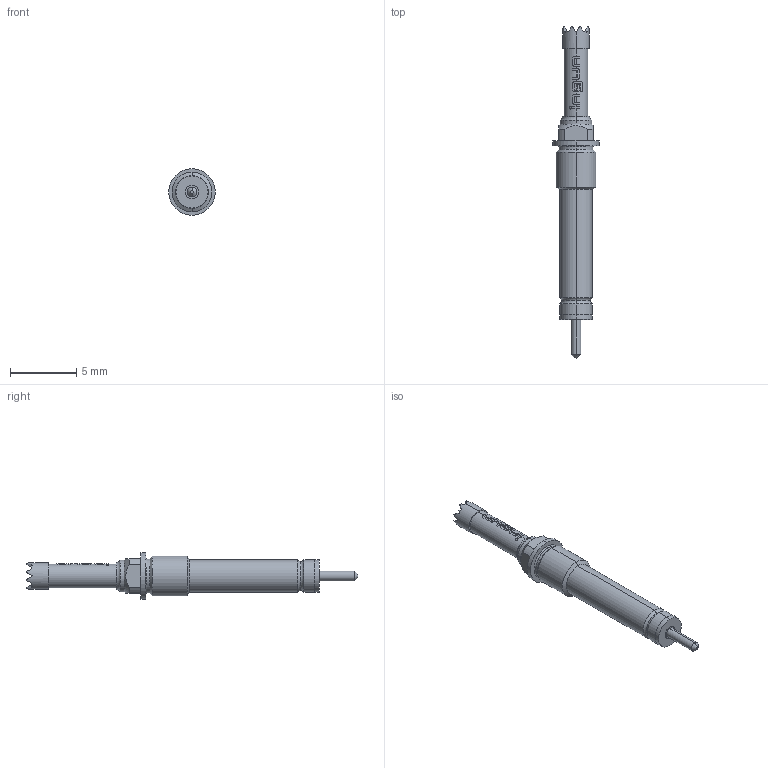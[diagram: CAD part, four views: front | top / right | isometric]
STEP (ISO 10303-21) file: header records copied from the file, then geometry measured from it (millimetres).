
FILE_DESCRIPTION (( 'STEP AP203' ), '1' );
FILE_NAME ('INGUN_SKS-115_306_200_A_xx02_MO.STEP', '2024-01-25T05:41:07', ( '' ), ( '' ), 'SwSTEP 2.0', 'SolidWorks 2021', '' );
FILE_SCHEMA (( 'CONFIG_CONTROL_DESIGN' ));
Length unit declared in the file: millimetre
Products named in the file (1): INGUN_SKS-115_306_200_A_xx02_MO
Bounding box: 3.5 x 25 x 3.5 mm (x, y, z)
Volume: 100.4 mm3; surface area: 193.4 mm2
Topology: 1 solids, 1 shells, 182 faces, 435 edges, 263 vertices
Faces by surface type: plane 108, cylinder 34, bspline 22, torus 10, cone 8
Entity records: 5562 total; most frequent: CARTESIAN_POINT 1535, ORIENTED_EDGE 870, DIRECTION 759, EDGE_CURVE 435, AXIS2_PLACEMENT_3D 287, VERTEX_POINT 263, EDGE_LOOP 190, LINE 185
